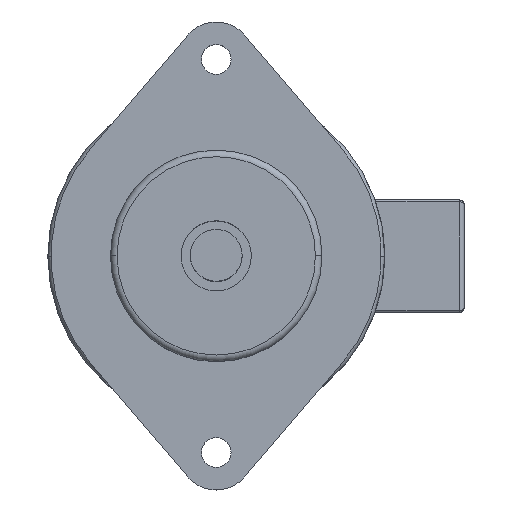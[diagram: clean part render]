
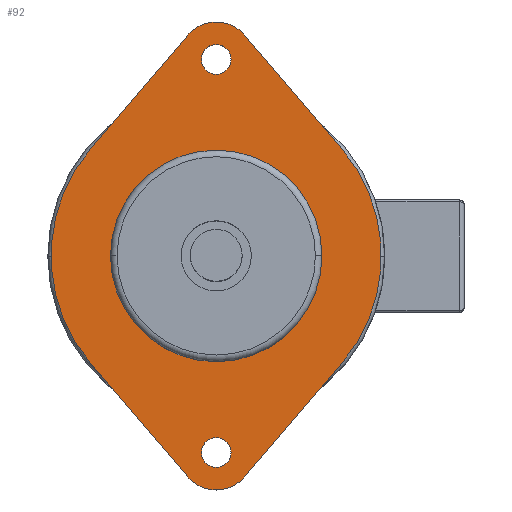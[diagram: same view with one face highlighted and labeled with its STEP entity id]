
A CAD part, top view. The second image highlights one B-rep face of the part: STEP entity #92.
In plain terms, the highlighted face is planar.
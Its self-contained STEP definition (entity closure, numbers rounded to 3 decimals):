
#42 = DIRECTION ( 'NONE',  ( 0., 1., 0. ) ) ;
#79 = VECTOR ( 'NONE', #1501, 1000. ) ;
#80 = CARTESIAN_POINT ( 'NONE',  ( 7.4, 21.005, 0. ) ) ;
#82 = CARTESIAN_POINT ( 'NONE',  ( 7.4, 22.595, 0. ) ) ;
#89 = ORIENTED_EDGE ( 'NONE', *, *, #3452, .F. ) ;
#92 = ADVANCED_FACE ( 'NONE', ( #1468, #3646, #4076, #419 ), #942, .F. ) ;
#120 = CARTESIAN_POINT ( 'NONE',  ( 7.4, 19.415, 0. ) ) ;
#142 = CARTESIAN_POINT ( 'NONE',  ( 7.4, 0., 0. ) ) ;
#143 = EDGE_LOOP ( 'NONE', ( #2671, #1415 ) ) ;
#146 = EDGE_CURVE ( 'NONE', #2744, #642, #3831, .T. ) ;
#208 = AXIS2_PLACEMENT_3D ( 'NONE', #80, #1669, #2308 ) ;
#229 = EDGE_CURVE ( 'NONE', #3839, #3016, #3606, .T. ) ;
#282 = AXIS2_PLACEMENT_3D ( 'NONE', #3755, #2847, #1546 ) ;
#364 = DIRECTION ( 'NONE',  ( 0., -1., 0. ) ) ;
#415 = AXIS2_PLACEMENT_3D ( 'NONE', #1806, #3951, #3885 ) ;
#419 = FACE_OUTER_BOUND ( 'NONE', #1224, .T. ) ;
#502 = EDGE_CURVE ( 'NONE', #2130, #3195, #2021, .T. ) ;
#540 = AXIS2_PLACEMENT_3D ( 'NONE', #3491, #1588, #1864 ) ;
#601 = VECTOR ( 'NONE', #960, 1000. ) ;
#642 = VERTEX_POINT ( 'NONE', #1208 ) ;
#643 = CIRCLE ( 'NONE', #1406, 11.3 ) ;
#680 = ORIENTED_EDGE ( 'NONE', *, *, #3753, .T. ) ;
#685 = CARTESIAN_POINT ( 'NONE',  ( 7.4, 0., 11.3 ) ) ;
#699 = VERTEX_POINT ( 'NONE', #2595 ) ;
#814 = DIRECTION ( 'NONE',  ( -1., 0., 0. ) ) ;
#820 = EDGE_CURVE ( 'NONE', #2141, #935, #1871, .T. ) ;
#881 = EDGE_LOOP ( 'NONE', ( #89, #2966 ) ) ;
#935 = VERTEX_POINT ( 'NONE', #120 ) ;
#942 = PLANE ( 'NONE',  #3931 ) ;
#960 = DIRECTION ( 'NONE',  ( 0., 0.76, -0.65 ) ) ;
#976 = VERTEX_POINT ( 'NONE', #3673 ) ;
#987 = CIRCLE ( 'NONE', #282, 1.59 ) ;
#1009 = DIRECTION ( 'NONE',  ( -1., 0., 0. ) ) ;
#1035 = DIRECTION ( 'NONE',  ( -1., 0., 0. ) ) ;
#1161 = CARTESIAN_POINT ( 'NONE',  ( 7.4, 0., 0. ) ) ;
#1208 = CARTESIAN_POINT ( 'NONE',  ( 7.4, -23.604, 3.04 ) ) ;
#1224 = EDGE_LOOP ( 'NONE', ( #3986, #3143, #3098, #2372, #680, #2034, #2583, #3479, #2160 ) ) ;
#1246 = CARTESIAN_POINT ( 'NONE',  ( 7.4, 23.604, 3.04 ) ) ;
#1249 = DIRECTION ( 'NONE',  ( 0., 1., 0. ) ) ;
#1253 = VERTEX_POINT ( 'NONE', #3756 ) ;
#1292 = CIRCLE ( 'NONE', #2843, 4. ) ;
#1296 = AXIS2_PLACEMENT_3D ( 'NONE', #1161, #1509, #3722 ) ;
#1318 = VERTEX_POINT ( 'NONE', #2824 ) ;
#1403 = EDGE_CURVE ( 'NONE', #1253, #2838, #3767, .T. ) ;
#1406 = AXIS2_PLACEMENT_3D ( 'NONE', #1672, #1035, #1645 ) ;
#1415 = ORIENTED_EDGE ( 'NONE', *, *, #502, .F. ) ;
#1468 = FACE_BOUND ( 'NONE', #881, .T. ) ;
#1491 = CARTESIAN_POINT ( 'NONE',  ( 7.4, 21.005, 0. ) ) ;
#1501 = DIRECTION ( 'NONE',  ( 0., -0.76, 0.65 ) ) ;
#1509 = DIRECTION ( 'NONE',  ( -1., 0., 0. ) ) ;
#1532 = DIRECTION ( 'NONE',  ( -1., 0., 0. ) ) ;
#1545 = CARTESIAN_POINT ( 'NONE',  ( 7.4, 21.005, 0. ) ) ;
#1546 = DIRECTION ( 'NONE',  ( 0., -1., 0. ) ) ;
#1588 = DIRECTION ( 'NONE',  ( -1., 0., 0. ) ) ;
#1593 = DIRECTION ( 'NONE',  ( 1., 0., 0. ) ) ;
#1630 = LINE ( 'NONE', #2627, #3065 ) ;
#1631 = CARTESIAN_POINT ( 'NONE',  ( 7.4, -21.005, 0. ) ) ;
#1645 = DIRECTION ( 'NONE',  ( 0., 1., 0. ) ) ;
#1669 = DIRECTION ( 'NONE',  ( -1., 0., 0. ) ) ;
#1672 = CARTESIAN_POINT ( 'NONE',  ( 7.4, 0., 0. ) ) ;
#1703 = AXIS2_PLACEMENT_3D ( 'NONE', #1545, #1532, #3739 ) ;
#1806 = CARTESIAN_POINT ( 'NONE',  ( 7.4, 21.005, 0. ) ) ;
#1808 = EDGE_CURVE ( 'NONE', #1318, #1253, #2294, .T. ) ;
#1816 = CARTESIAN_POINT ( 'NONE',  ( 7.4, -23.604, -3.04 ) ) ;
#1817 = DIRECTION ( 'NONE',  ( -1., 0., 0. ) ) ;
#1864 = DIRECTION ( 'NONE',  ( 0., 1., 0. ) ) ;
#1871 = CIRCLE ( 'NONE', #208, 1.59 ) ;
#1947 = DIRECTION ( 'NONE',  ( -1., 0., 0. ) ) ;
#1950 = CIRCLE ( 'NONE', #415, 4. ) ;
#2021 = CIRCLE ( 'NONE', #540, 11.3 ) ;
#2034 = ORIENTED_EDGE ( 'NONE', *, *, #2089, .T. ) ;
#2035 = CARTESIAN_POINT ( 'NONE',  ( 7.4, 0., -11.3 ) ) ;
#2089 = EDGE_CURVE ( 'NONE', #976, #1318, #1292, .T. ) ;
#2122 = CARTESIAN_POINT ( 'NONE',  ( 7.4, -23.604, -3.04 ) ) ;
#2130 = VERTEX_POINT ( 'NONE', #685 ) ;
#2141 = VERTEX_POINT ( 'NONE', #82 ) ;
#2160 = ORIENTED_EDGE ( 'NONE', *, *, #2698, .T. ) ;
#2294 = LINE ( 'NONE', #2670, #3035 ) ;
#2308 = DIRECTION ( 'NONE',  ( 0., -1., 0. ) ) ;
#2372 = ORIENTED_EDGE ( 'NONE', *, *, #2940, .T. ) ;
#2435 = AXIS2_PLACEMENT_3D ( 'NONE', #3604, #1009, #364 ) ;
#2583 = ORIENTED_EDGE ( 'NONE', *, *, #1808, .T. ) ;
#2586 = DIRECTION ( 'NONE',  ( 0., 0.76, 0.65 ) ) ;
#2595 = CARTESIAN_POINT ( 'NONE',  ( 7.4, 23.604, 3.04 ) ) ;
#2627 = CARTESIAN_POINT ( 'NONE',  ( 7.4, -23.604, 3.04 ) ) ;
#2670 = CARTESIAN_POINT ( 'NONE',  ( 7.4, 23.604, -3.04 ) ) ;
#2671 = ORIENTED_EDGE ( 'NONE', *, *, #4057, .F. ) ;
#2678 = CIRCLE ( 'NONE', #1296, 17.65 ) ;
#2698 = EDGE_CURVE ( 'NONE', #2838, #2744, #3823, .T. ) ;
#2744 = VERTEX_POINT ( 'NONE', #1816 ) ;
#2824 = CARTESIAN_POINT ( 'NONE',  ( 7.4, 23.604, -3.04 ) ) ;
#2838 = VERTEX_POINT ( 'NONE', #3448 ) ;
#2843 = AXIS2_PLACEMENT_3D ( 'NONE', #1491, #1817, #4024 ) ;
#2847 = DIRECTION ( 'NONE',  ( -1., 0., 0. ) ) ;
#2940 = EDGE_CURVE ( 'NONE', #3361, #699, #3179, .T. ) ;
#2966 = ORIENTED_EDGE ( 'NONE', *, *, #229, .F. ) ;
#3016 = VERTEX_POINT ( 'NONE', #3849 ) ;
#3035 = VECTOR ( 'NONE', #3900, 1000. ) ;
#3065 = VECTOR ( 'NONE', #2586, 1000. ) ;
#3098 = ORIENTED_EDGE ( 'NONE', *, *, #3340, .T. ) ;
#3116 = DIRECTION ( 'NONE',  ( 0., -1., 0. ) ) ;
#3143 = ORIENTED_EDGE ( 'NONE', *, *, #3634, .T. ) ;
#3179 = LINE ( 'NONE', #1246, #601 ) ;
#3195 = VERTEX_POINT ( 'NONE', #2035 ) ;
#3264 = VERTEX_POINT ( 'NONE', #3679 ) ;
#3272 = EDGE_LOOP ( 'NONE', ( #3275, #3556 ) ) ;
#3275 = ORIENTED_EDGE ( 'NONE', *, *, #3952, .F. ) ;
#3340 = EDGE_CURVE ( 'NONE', #3264, #3361, #2678, .T. ) ;
#3361 = VERTEX_POINT ( 'NONE', #3691 ) ;
#3424 = CARTESIAN_POINT ( 'NONE',  ( 7.4, -19.415, 0. ) ) ;
#3448 = CARTESIAN_POINT ( 'NONE',  ( 7.4, -11.47, -13.415 ) ) ;
#3452 = EDGE_CURVE ( 'NONE', #3016, #3839, #987, .T. ) ;
#3479 = ORIENTED_EDGE ( 'NONE', *, *, #1403, .T. ) ;
#3481 = CARTESIAN_POINT ( 'NONE',  ( 7.4, -21.005, 0. ) ) ;
#3491 = CARTESIAN_POINT ( 'NONE',  ( 7.4, 0., 0. ) ) ;
#3556 = ORIENTED_EDGE ( 'NONE', *, *, #820, .F. ) ;
#3604 = CARTESIAN_POINT ( 'NONE',  ( 7.4, -21.005, 0. ) ) ;
#3606 = CIRCLE ( 'NONE', #2435, 1.59 ) ;
#3611 = AXIS2_PLACEMENT_3D ( 'NONE', #1631, #1947, #42 ) ;
#3634 = EDGE_CURVE ( 'NONE', #642, #3264, #1630, .T. ) ;
#3646 = FACE_BOUND ( 'NONE', #3272, .T. ) ;
#3673 = CARTESIAN_POINT ( 'NONE',  ( 7.4, 25.005, 0. ) ) ;
#3679 = CARTESIAN_POINT ( 'NONE',  ( 7.4, -11.47, 13.415 ) ) ;
#3691 = CARTESIAN_POINT ( 'NONE',  ( 7.4, 11.47, 13.415 ) ) ;
#3722 = DIRECTION ( 'NONE',  ( 0., -1., 0. ) ) ;
#3739 = DIRECTION ( 'NONE',  ( 0., -1., 0. ) ) ;
#3753 = EDGE_CURVE ( 'NONE', #699, #976, #1950, .T. ) ;
#3755 = CARTESIAN_POINT ( 'NONE',  ( 7.4, -21.005, 0. ) ) ;
#3756 = CARTESIAN_POINT ( 'NONE',  ( 7.4, 11.47, -13.415 ) ) ;
#3767 = CIRCLE ( 'NONE', #3912, 17.65 ) ;
#3823 = LINE ( 'NONE', #2122, #79 ) ;
#3831 = CIRCLE ( 'NONE', #3611, 4. ) ;
#3838 = CIRCLE ( 'NONE', #1703, 1.59 ) ;
#3839 = VERTEX_POINT ( 'NONE', #3424 ) ;
#3849 = CARTESIAN_POINT ( 'NONE',  ( 7.4, -22.595, 0. ) ) ;
#3885 = DIRECTION ( 'NONE',  ( 0., -1., 0. ) ) ;
#3900 = DIRECTION ( 'NONE',  ( 0., -0.76, -0.65 ) ) ;
#3912 = AXIS2_PLACEMENT_3D ( 'NONE', #142, #814, #3116 ) ;
#3931 = AXIS2_PLACEMENT_3D ( 'NONE', #3481, #1593, #1249 ) ;
#3951 = DIRECTION ( 'NONE',  ( -1., 0., 0. ) ) ;
#3952 = EDGE_CURVE ( 'NONE', #935, #2141, #3838, .T. ) ;
#3986 = ORIENTED_EDGE ( 'NONE', *, *, #146, .T. ) ;
#4024 = DIRECTION ( 'NONE',  ( 0., -1., 0. ) ) ;
#4057 = EDGE_CURVE ( 'NONE', #3195, #2130, #643, .T. ) ;
#4076 = FACE_BOUND ( 'NONE', #143, .T. ) ;
